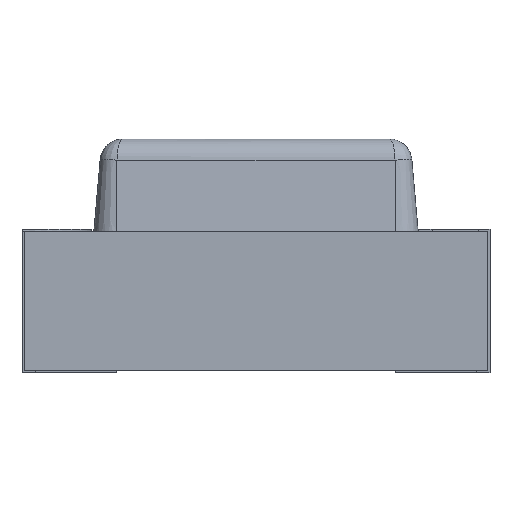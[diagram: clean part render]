
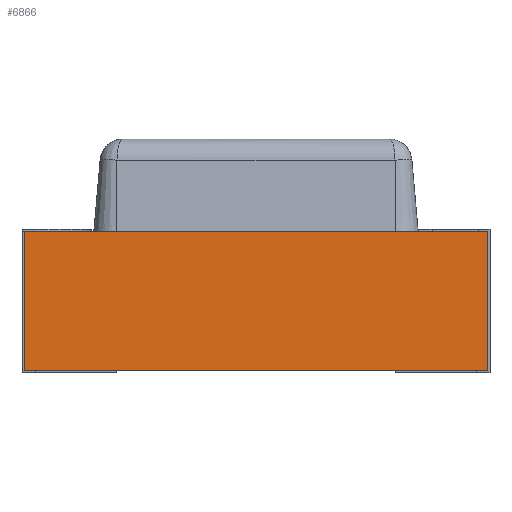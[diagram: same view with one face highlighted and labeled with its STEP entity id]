
A CAD part, front view. The second image highlights one B-rep face of the part: STEP entity #6866.
In plain terms, the highlighted planar face has unit normal (0, -1, 0).
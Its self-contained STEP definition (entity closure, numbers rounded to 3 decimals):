
#669=PLANE('',#7310);
#923=FACE_OUTER_BOUND('',#1311,.T.);
#1311=EDGE_LOOP('',(#5418,#5419,#5420,#5421));
#2017=LINE('',#11037,#2735);
#2051=LINE('',#11315,#2769);
#2067=LINE('',#11347,#2785);
#2069=LINE('',#11352,#2787);
#2735=VECTOR('',#8009,1.);
#2769=VECTOR('',#8045,1.);
#2785=VECTOR('',#8065,1.);
#2787=VECTOR('',#8073,1.);
#3499=VERTEX_POINT('',#11028);
#3502=VERTEX_POINT('',#11035);
#3544=VERTEX_POINT('',#11312);
#3545=VERTEX_POINT('',#11314);
#4206=EDGE_CURVE('',#3499,#3502,#2017,.T.);
#4250=EDGE_CURVE('',#3544,#3545,#2051,.T.);
#4267=EDGE_CURVE('',#3545,#3502,#2067,.T.);
#4269=EDGE_CURVE('',#3544,#3499,#2069,.T.);
#5418=ORIENTED_EDGE('',*,*,#4206,.T.);
#5419=ORIENTED_EDGE('',*,*,#4267,.F.);
#5420=ORIENTED_EDGE('',*,*,#4250,.F.);
#5421=ORIENTED_EDGE('',*,*,#4269,.T.);
#6866=ADVANCED_FACE('',(#923),#669,.F.);
#7310=AXIS2_PLACEMENT_3D('',#11353,#8074,#8075);
#8009=DIRECTION('',(1.,0.,0.));
#8045=DIRECTION('',(1.,0.,0.));
#8065=DIRECTION('',(0.,0.,-1.));
#8073=DIRECTION('',(0.,0.,-1.));
#8074=DIRECTION('center_axis',(0.,1.,0.));
#8075=DIRECTION('ref_axis',(0.,0.,1.));
#11028=CARTESIAN_POINT('',(-1.,-0.625,0.01));
#11035=CARTESIAN_POINT('',(1.,-0.625,0.01));
#11037=CARTESIAN_POINT('',(-1.,-0.625,0.01));
#11312=CARTESIAN_POINT('',(-1.,-0.625,0.61));
#11314=CARTESIAN_POINT('',(1.,-0.625,0.61));
#11315=CARTESIAN_POINT('',(-1.,-0.625,0.61));
#11347=CARTESIAN_POINT('',(1.,-0.625,0.61));
#11352=CARTESIAN_POINT('',(-1.,-0.625,0.61));
#11353=CARTESIAN_POINT('Origin',(-1.,-0.625,0.61));
